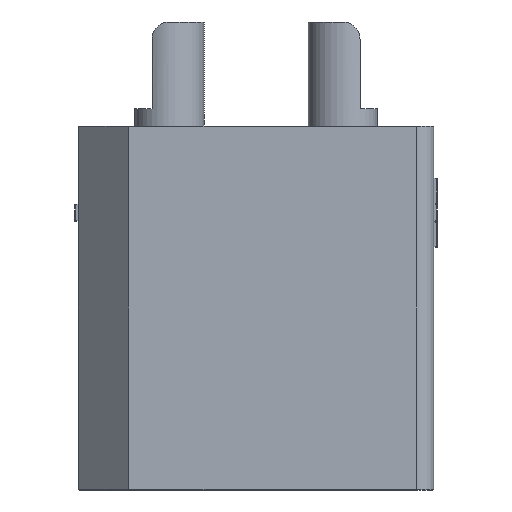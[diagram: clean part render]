
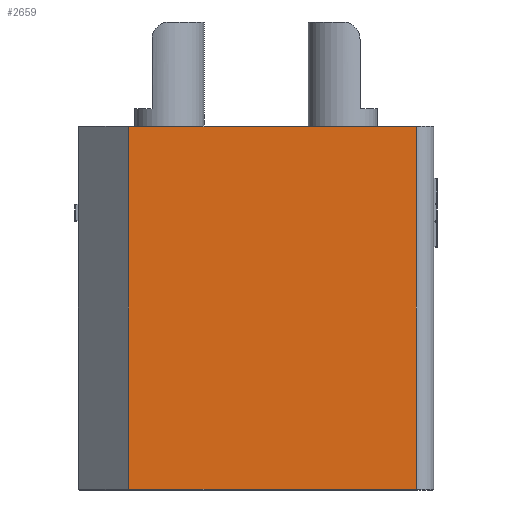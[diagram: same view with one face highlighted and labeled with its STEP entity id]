
A CAD part, left-side view. The second image highlights one B-rep face of the part: STEP entity #2659.
In plain terms, the highlighted planar face has unit normal (-1, 0, 0).
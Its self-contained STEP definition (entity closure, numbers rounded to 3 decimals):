
#127=PLANE('',#2903);
#225=FACE_OUTER_BOUND('',#395,.T.);
#395=EDGE_LOOP('',(#1955,#1956,#1957,#1958));
#582=LINE('',#4243,#796);
#591=LINE('',#4272,#805);
#595=LINE('',#4283,#809);
#596=LINE('',#4286,#810);
#796=VECTOR('',#3364,10.);
#805=VECTOR('',#3395,1.);
#809=VECTOR('',#3411,1.);
#810=VECTOR('',#3416,1.);
#1183=VERTEX_POINT('',#4238);
#1184=VERTEX_POINT('',#4242);
#1193=VERTEX_POINT('',#4270);
#1194=VERTEX_POINT('',#4282);
#1452=EDGE_CURVE('',#1183,#1184,#582,.T.);
#1467=EDGE_CURVE('',#1193,#1183,#591,.T.);
#1472=EDGE_CURVE('',#1184,#1194,#595,.T.);
#1474=EDGE_CURVE('',#1194,#1193,#596,.T.);
#1955=ORIENTED_EDGE('',*,*,#1452,.F.);
#1956=ORIENTED_EDGE('',*,*,#1467,.F.);
#1957=ORIENTED_EDGE('',*,*,#1474,.F.);
#1958=ORIENTED_EDGE('',*,*,#1472,.F.);
#2659=ADVANCED_FACE('',(#225),#127,.T.);
#2903=AXIS2_PLACEMENT_3D('',#4285,#3414,#3415);
#3364=DIRECTION('',(0.,1.,0.));
#3395=DIRECTION('',(0.,0.,-1.));
#3411=DIRECTION('',(0.,0.,1.));
#3414=DIRECTION('center_axis',(-1.,0.,0.));
#3415=DIRECTION('ref_axis',(0.,1.,0.));
#3416=DIRECTION('',(0.,-1.,0.));
#4238=CARTESIAN_POINT('',(0.,0.5,2.02));
#4242=CARTESIAN_POINT('',(0.,8.792,2.02));
#4243=CARTESIAN_POINT('',(0.,0.,2.02));
#4270=CARTESIAN_POINT('',(0.,0.5,12.48));
#4272=CARTESIAN_POINT('',(0.,0.5,0.));
#4282=CARTESIAN_POINT('',(0.,8.792,12.48));
#4283=CARTESIAN_POINT('',(0.,8.792,0.));
#4285=CARTESIAN_POINT('Origin',(0.,0.,0.));
#4286=CARTESIAN_POINT('',(0.,0.,12.48));
